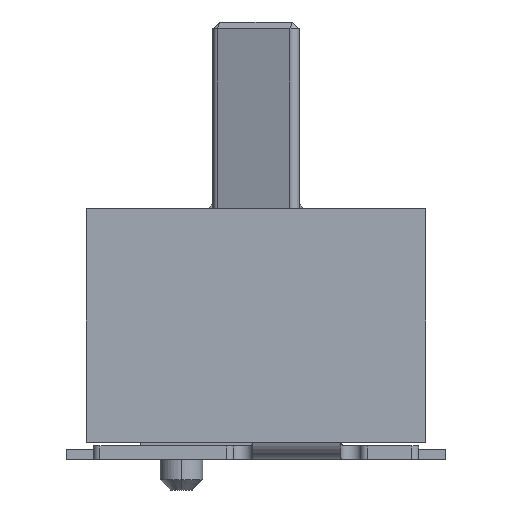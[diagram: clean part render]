
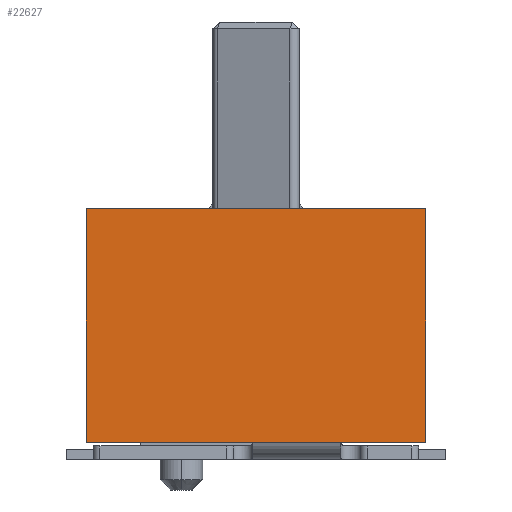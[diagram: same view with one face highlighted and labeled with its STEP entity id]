
A CAD part, left-side view. The second image highlights one B-rep face of the part: STEP entity #22627.
In plain terms, the highlighted planar face has unit normal (-1, 0, 0).
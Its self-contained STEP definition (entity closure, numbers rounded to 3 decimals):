
#7011=DIRECTION('',(0.,-1.,0.));
#7012=VECTOR('',#7011,5.);
#7013=CARTESIAN_POINT('',(0.,5.,-6.2));
#7014=LINE('',#7013,#7012);
#7015=DIRECTION('',(0.,0.,-1.));
#7016=VECTOR('',#7015,3.45);
#7017=CARTESIAN_POINT('',(0.,5.,-2.75));
#7018=LINE('',#7017,#7016);
#7019=DIRECTION('',(0.,1.,0.));
#7020=VECTOR('',#7019,5.);
#7021=CARTESIAN_POINT('',(0.,0.,-2.75));
#7022=LINE('',#7021,#7020);
#7023=DIRECTION('',(0.,0.,1.));
#7024=VECTOR('',#7023,3.45);
#7025=CARTESIAN_POINT('',(0.,0.,-6.2));
#7026=LINE('',#7025,#7024);
#9978=CARTESIAN_POINT('',(0.,0.,-6.2));
#9979=VERTEX_POINT('',#9978);
#9980=CARTESIAN_POINT('',(0.,0.,-2.75));
#9981=VERTEX_POINT('',#9980);
#10086=CARTESIAN_POINT('',(0.,5.,-2.75));
#10087=VERTEX_POINT('',#10086);
#10088=CARTESIAN_POINT('',(0.,5.,-6.2));
#10089=VERTEX_POINT('',#10088);
#22616=CARTESIAN_POINT('',(0.,2.5,-4.475));
#22617=DIRECTION('',(1.,0.,0.));
#22618=DIRECTION('',(0.,-1.,0.));
#22619=AXIS2_PLACEMENT_3D('',#22616,#22617,#22618);
#22620=PLANE('',#22619);
#22621=ORIENTED_EDGE('',*,*,#18998,.F.);
#22622=ORIENTED_EDGE('',*,*,#18875,.F.);
#22623=ORIENTED_EDGE('',*,*,#17904,.F.);
#22624=ORIENTED_EDGE('',*,*,#18028,.F.);
#22625=EDGE_LOOP('',(#22621,#22622,#22623,#22624));
#22626=FACE_OUTER_BOUND('',#22625,.F.);
#22627=ADVANCED_FACE('',(#22626),#22620,.F.);
#17904=EDGE_CURVE('',#9981,#10087,#7022,.T.);
#18028=EDGE_CURVE('',#9979,#9981,#7026,.T.);
#18875=EDGE_CURVE('',#10087,#10089,#7018,.T.);
#18998=EDGE_CURVE('',#10089,#9979,#7014,.T.);
